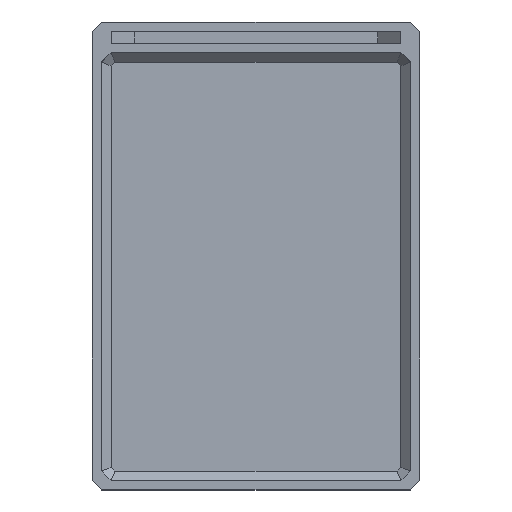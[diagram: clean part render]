
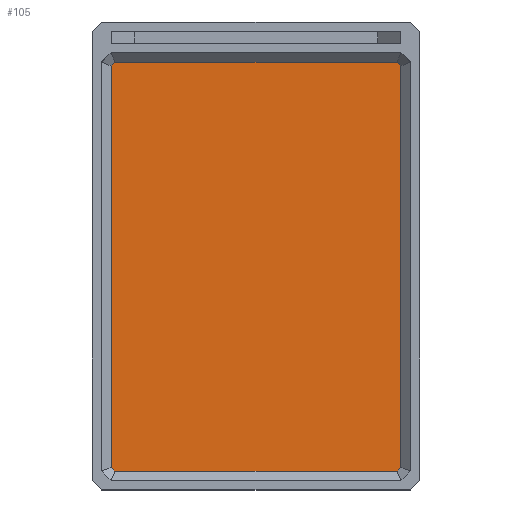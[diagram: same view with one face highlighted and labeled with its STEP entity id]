
A CAD part, top view. The second image highlights one B-rep face of the part: STEP entity #105.
In plain terms, the highlighted planar face has unit normal (0, 0, 1).
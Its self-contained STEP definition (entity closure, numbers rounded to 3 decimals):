
#105=ADVANCED_FACE('',(#569),#571,.T.);
#569=FACE_BOUND('',#570,.T.);
#570=EDGE_LOOP('',(#1160,#1161,#1162,#1163,#1164,#1165,#1166,#1167));
#571=PLANE('',#572);
#572=AXIS2_PLACEMENT_3D('',#573,#574,#575);
#573=CARTESIAN_POINT('',(0.,0.,2.));
#574=DIRECTION('',(0.,0.,1.));
#575=DIRECTION('',(-1.,0.,0.));
#1160=ORIENTED_EDGE('',*,*,#1460,.T.);
#1161=ORIENTED_EDGE('',*,*,#1542,.F.);
#1162=ORIENTED_EDGE('',*,*,#1543,.T.);
#1163=ORIENTED_EDGE('',*,*,#1544,.F.);
#1164=ORIENTED_EDGE('',*,*,#1437,.T.);
#1165=ORIENTED_EDGE('',*,*,#1540,.F.);
#1166=ORIENTED_EDGE('',*,*,#1545,.T.);
#1167=ORIENTED_EDGE('',*,*,#1546,.F.);
#1437=EDGE_CURVE('',#1752,#1750,#1753,.T.);
#1460=EDGE_CURVE('',#1791,#1789,#1792,.T.);
#1540=EDGE_CURVE('',#1910,#1750,#1911,.F.);
#1542=EDGE_CURVE('',#1913,#1789,#1914,.F.);
#1543=EDGE_CURVE('',#1913,#1915,#1916,.T.);
#1544=EDGE_CURVE('',#1752,#1915,#1917,.F.);
#1545=EDGE_CURVE('',#1910,#1918,#1919,.T.);
#1546=EDGE_CURVE('',#1791,#1918,#1920,.F.);
#1750=VERTEX_POINT('',#2308);
#1752=VERTEX_POINT('',#2312);
#1753=LINE('',#2313,#2314);
#1789=VERTEX_POINT('',#2393);
#1791=VERTEX_POINT('',#2397);
#1792=LINE('',#2398,#2399);
#1910=VERTEX_POINT('',#2676);
#1911=LINE('',#2677,#2678);
#1913=VERTEX_POINT('',#2683);
#1914=LINE('',#2684,#2685);
#1915=VERTEX_POINT('',#2687);
#1916=LINE('',#2688,#2689);
#1917=LINE('',#2691,#2692);
#1918=VERTEX_POINT('',#2694);
#1919=LINE('',#2695,#2696);
#1920=LINE('',#2698,#2699);
#2308=CARTESIAN_POINT('',(31.,40.672,2.));
#2312=CARTESIAN_POINT('',(31.,-45.172,2.));
#2313=CARTESIAN_POINT('',(31.,-45.172,2.));
#2314=VECTOR('',#2315,1.);
#2315=DIRECTION('',(0.,1.,0.));
#2393=CARTESIAN_POINT('',(-31.,-45.172,2.));
#2397=CARTESIAN_POINT('',(-31.,40.672,2.));
#2398=CARTESIAN_POINT('',(-31.,40.672,2.));
#2399=VECTOR('',#2400,1.);
#2400=DIRECTION('',(0.,-1.,0.));
#2676=CARTESIAN_POINT('',(30.172,41.5,2.));
#2677=CARTESIAN_POINT('',(31.,40.672,2.));
#2678=VECTOR('',#2679,1.);
#2679=DIRECTION('',(-0.707,0.707,0.));
#2683=CARTESIAN_POINT('',(-30.172,-46.,2.));
#2684=CARTESIAN_POINT('',(-31.,-45.172,2.));
#2685=VECTOR('',#2686,1.);
#2686=DIRECTION('',(0.707,-0.707,0.));
#2687=CARTESIAN_POINT('',(30.172,-46.,2.));
#2688=CARTESIAN_POINT('',(-30.172,-46.,2.));
#2689=VECTOR('',#2690,1.);
#2690=DIRECTION('',(1.,0.,0.));
#2691=CARTESIAN_POINT('',(30.172,-46.,2.));
#2692=VECTOR('',#2693,1.);
#2693=DIRECTION('',(0.707,0.707,0.));
#2694=CARTESIAN_POINT('',(-30.172,41.5,2.));
#2695=CARTESIAN_POINT('',(30.172,41.5,2.));
#2696=VECTOR('',#2697,1.);
#2697=DIRECTION('',(-1.,0.,0.));
#2698=CARTESIAN_POINT('',(-30.172,41.5,2.));
#2699=VECTOR('',#2700,1.);
#2700=DIRECTION('',(-0.707,-0.707,0.));
